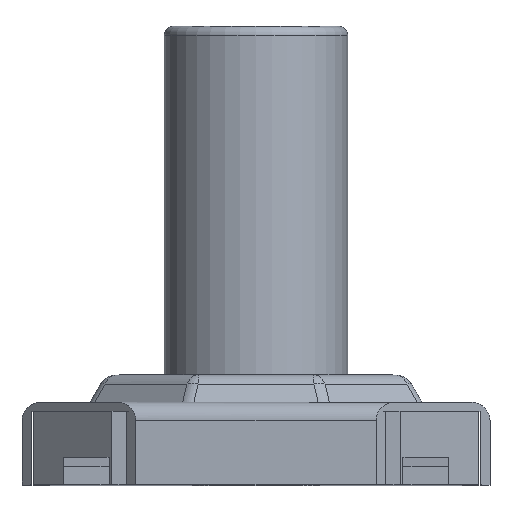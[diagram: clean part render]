
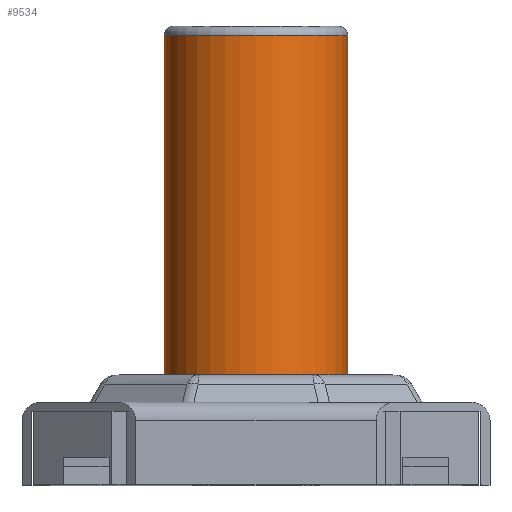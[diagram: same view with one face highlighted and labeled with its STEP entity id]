
A CAD part, top view. The second image highlights one B-rep face of the part: STEP entity #9534.
In plain terms, the highlighted cylindrical face has radius 1 mm (diameter 2 mm), a partial arc.
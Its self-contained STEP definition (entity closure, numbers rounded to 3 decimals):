
#613=CARTESIAN_POINT('',(0.,0.9,0.));
#614=DIRECTION('',(0.,-1.,0.));
#615=DIRECTION('',(1.,0.,0.));
#616=AXIS2_PLACEMENT_3D('',#613,#614,#615);
#623=CARTESIAN_POINT('',(0.,4.9,0.));
#624=DIRECTION('',(0.,1.,0.));
#625=DIRECTION('',(-1.,0.,0.));
#626=AXIS2_PLACEMENT_3D('',#623,#624,#625);
#628=DIRECTION('',(0.,-1.,0.));
#629=VECTOR('',#628,4.);
#630=CARTESIAN_POINT('',(-1.,4.9,0.));
#631=LINE('',#630,#629);
#632=DIRECTION('',(0.,1.,0.));
#633=VECTOR('',#632,4.);
#634=CARTESIAN_POINT('',(1.,0.9,0.));
#635=LINE('',#634,#633);
#6737=CARTESIAN_POINT('',(1.,4.9,0.));
#6738=CARTESIAN_POINT('',(-1.,4.9,0.));
#6739=VERTEX_POINT('',#6737);
#6740=VERTEX_POINT('',#6738);
#6825=CARTESIAN_POINT('',(1.,0.9,0.));
#6826=CARTESIAN_POINT('',(-1.,0.9,0.));
#6827=VERTEX_POINT('',#6825);
#6828=VERTEX_POINT('',#6826);
#9520=CARTESIAN_POINT('',(0.,1.2,0.));
#9521=DIRECTION('',(0.,1.,0.));
#9522=DIRECTION('',(1.,0.,0.));
#9523=AXIS2_PLACEMENT_3D('',#9520,#9521,#9522);
#9524=CYLINDRICAL_SURFACE('',#9523,1.);
#9526=ORIENTED_EDGE('',*,*,#9525,.F.);
#9527=ORIENTED_EDGE('',*,*,#9513,.T.);
#9529=ORIENTED_EDGE('',*,*,#9528,.F.);
#9531=ORIENTED_EDGE('',*,*,#9530,.T.);
#9532=EDGE_LOOP('',(#9526,#9527,#9529,#9531));
#9533=FACE_OUTER_BOUND('',#9532,.F.);
#617=CIRCLE('',#616,1.);
#627=CIRCLE('',#626,1.);
#9513=EDGE_CURVE('',#6827,#6828,#617,.T.);
#9525=EDGE_CURVE('',#6827,#6739,#635,.T.);
#9528=EDGE_CURVE('',#6740,#6828,#631,.T.);
#9530=EDGE_CURVE('',#6740,#6739,#627,.T.);
#9534=ADVANCED_FACE('',(#9533),#9524,.T.);
